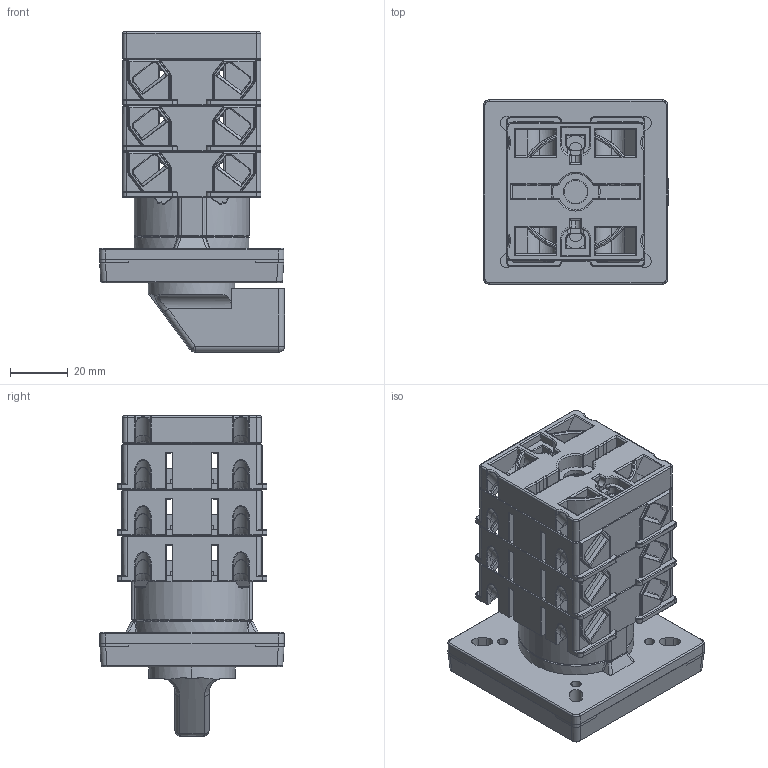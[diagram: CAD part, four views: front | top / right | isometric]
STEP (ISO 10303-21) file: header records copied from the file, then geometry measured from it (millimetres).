
FILE_DESCRIPTION (( 'STEP AP203' ), '1' );
FILE_NAME ('OptiSwitch 4G16,25- -U (3 ïàêåòà).STEP', '2015-10-23T08:58:31', ( '' ), ( '' ), 'SwSTEP 2.0', 'SolidWorks 2012', '' );
FILE_SCHEMA (( 'CONFIG_CONTROL_DESIGN' ));
Length unit declared in the file: millimetre
Products named in the file (7): OptiSwitch 4G16,25- -U (3 櫡耪蠉); Ðóêîÿòêà 2; Ïàíåëü ïåðåäíÿÿ_ 2_00; 署赅 囵疱蜩痤忸黜铋 赅戾瘥 2; Êàìåðà àððåòèðîâî÷íàÿ 2; Êàìåðà êîíòàêòíàÿ_ 2_00; 署赅 觐眚嚓蝽铋 赅戾瘥 2
Assembly tree (8 placements, depth 2):
  OptiSwitch 4G16,25- -U (3 櫡耪蠉)
    署赅 觐眚嚓蝽铋 赅戾瘥 2
    Êàìåðà êîíòàêòíàÿ_ 2_00  x3
    Êàìåðà àððåòèðîâî÷íàÿ 2
    署赅 囵疱蜩痤忸黜铋 赅戾瘥 2
    Ïàíåëü ïåðåäíÿÿ_ 2_00
    Ðóêîÿòêà 2
Bounding box: 64.21 x 64 x 111.1 mm (x, y, z)
Volume: 105553 mm3; surface area: 101913.4 mm2
Topology: 8 solids, 8 shells, 4514 faces, 12176 edges, 7670 vertices
Faces by surface type: plane 2465, cylinder 1461, torus 229, cone 204, bspline 79, sphere 76
Entity records: 88527 total; most frequent: CARTESIAN_POINT 19656, ORIENTED_EDGE 14608, DIRECTION 14025, EDGE_CURVE 7304, VECTOR 4739, LINE 4739, AXIS2_PLACEMENT_3D 4643, VERTEX_POINT 4614
